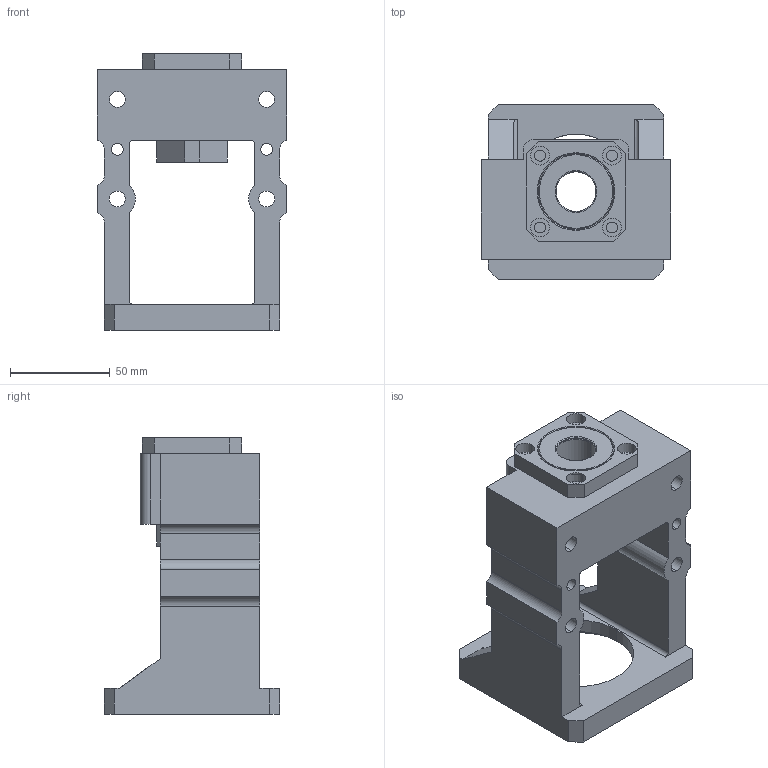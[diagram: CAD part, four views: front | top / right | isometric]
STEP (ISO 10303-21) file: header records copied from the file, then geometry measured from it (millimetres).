
FILE_DESCRIPTION (( 'STEP AP214' ), '1' );
FILE_NAME ('HM20-86.STEP', '2023-11-06T22:33:01', ( '' ), ( '' ), 'SwSTEP 2.0', 'SolidWorks 2022', '' );
FILE_SCHEMA (( 'AUTOMOTIVE_DESIGN' ));
Length unit declared in the file: millimetre
Products named in the file (1): HM20-86
Bounding box: 95 x 88 x 139 mm (x, y, z)
Volume: 353864 mm3; surface area: 91650.5 mm2
Topology: 8 solids, 8 shells, 169 faces, 418 edges, 276 vertices
Faces by surface type: cylinder 86, plane 73, torus 10
Entity records: 5323 total; most frequent: DIRECTION 948, CARTESIAN_POINT 870, ORIENTED_EDGE 836, EDGE_CURVE 418, AXIS2_PLACEMENT_3D 362, VERTEX_POINT 276, LINE 224, VECTOR 224
